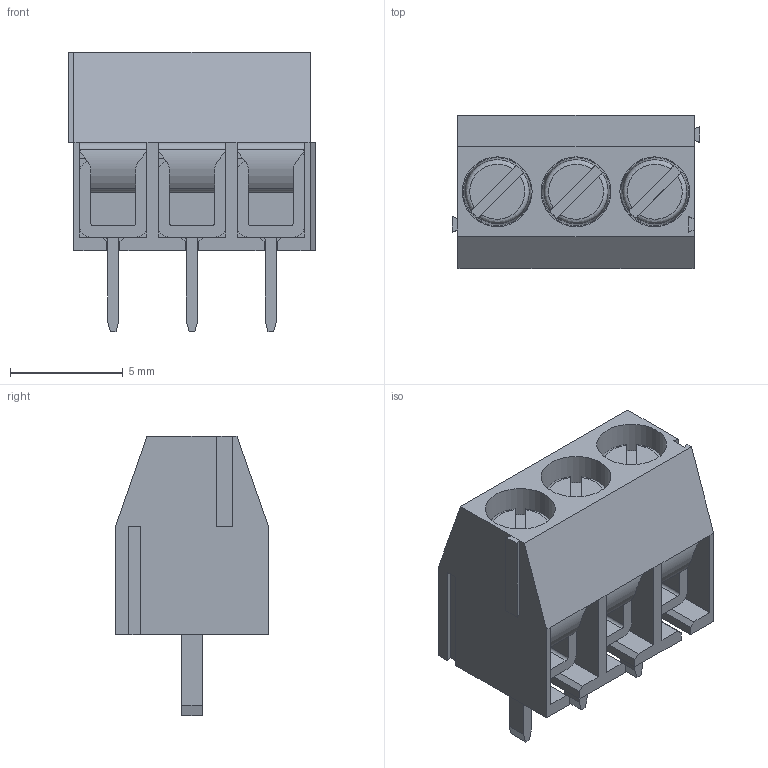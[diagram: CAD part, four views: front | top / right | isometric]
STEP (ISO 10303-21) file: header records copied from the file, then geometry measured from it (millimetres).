
FILE_DESCRIPTION(('FreeCAD Model'),'2;1');
FILE_NAME('Open CASCADE Shape Model','2023-02-18T22:11:04',( 'kicad StepUp'),('ksu MCAD'),'Open CASCADE STEP processor 7.6', 'FreeCAD','Unknown');
FILE_SCHEMA(('AUTOMOTIVE_DESIGN { 1 0 10303 214 1 1 1 1 }'));
Length unit declared in the file: millimetre
Products named in the file (11): PCB_Terminal_Block_3-P3.5; Body025; Body026; Body027; M1.6x4-Screw039; Body028; Body029; Body030; Body031; Body032; Body033
Assembly tree (10 placements, depth 2):
  PCB_Terminal_Block_3-P3.5
    Body025
    Body026
    Body027
    M1.6x4-Screw039
    Body028
    Body029
    Body030
    Body031
    Body032
    Body033
Bounding box: 11 x 6.8 x 12.4 mm (x, y, z)
Volume: 431 mm3; surface area: 1428.2 mm2
Topology: 10 solids, 10 shells, 302 faces, 816 edges, 533 vertices
Faces by surface type: plane 206, cylinder 84, revolution 9, cone 3
Full cylindrical faces by diameter (mm): 1.25 x6, 1.6 x3, 1.8 x3, 2.1 x3, 3.1 x3
Entity records: 10181 total; most frequent: CARTESIAN_POINT 2145, ORIENTED_EDGE 1634, DIRECTION 1595, EDGE_CURVE 816, LINE 576, VECTOR 576, VERTEX_POINT 533, AXIS2_PLACEMENT_3D 505
